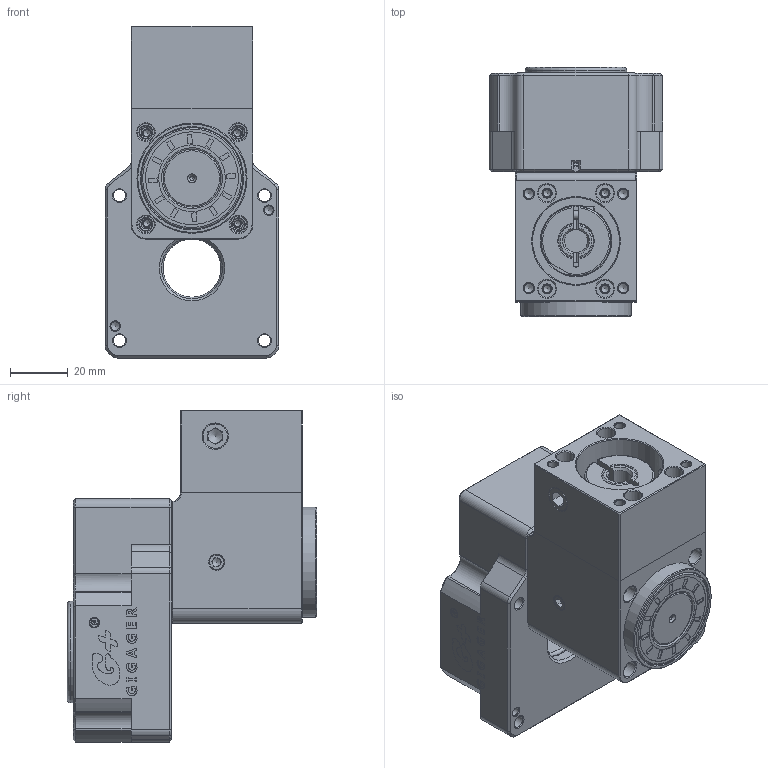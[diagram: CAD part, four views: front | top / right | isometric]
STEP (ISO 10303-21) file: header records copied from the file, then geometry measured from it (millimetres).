
FILE_DESCRIPTION (( 'STEP AP203' ), '1' );
FILE_NAME ('GSB60Z-15K-SV2.step', '2021-06-01T02:12:17', ( 'Microsoft' ), ( 'Microsoft' ), 'SwSTEP 2.0', 'SolidWorks 2019', '' );
FILE_SCHEMA (( 'CONFIG_CONTROL_DESIGN' ));
Length unit declared in the file: millimetre
Products named in the file (1): GSB60Z-15K-SV2
Bounding box: 60 x 86 x 114.52 mm (x, y, z)
Volume: 191738.3 mm3; surface area: 83496.6 mm2
Topology: 16 solids, 16 shells, 1275 faces, 3148 edges, 1977 vertices
Faces by surface type: plane 493, cone 285, bspline 254, cylinder 211, torus 32
Full cylindrical faces by diameter (mm): 1.5 x3, 2.5 x19, 3 x7, 3.2 x5, 3.3 x10, 3.5 x4, 4 x2, 4.2 x12, 5 x7, 5.5 x1, 5.8 x4, 6 x25, 8 x3, 8.5 x3, 9 x4, 10 x8, 10.2 x1, 11 x1, 12 x2, 14 x1, 14.4 x3, 15 x4, 19 x1, 20 x5, 21 x1, 23 x1, 24 x3, 25 x2, 28 x4, 30 x3
Entity records: 44541 total; most frequent: CARTESIAN_POINT 18215, ORIENTED_EDGE 5194, DIRECTION 4713, EDGE_CURVE 2597, VERTEX_POINT 1862, EDGE_LOOP 1843, AXIS2_PLACEMENT_3D 1695, FACE_OUTER_BOUND 1465
